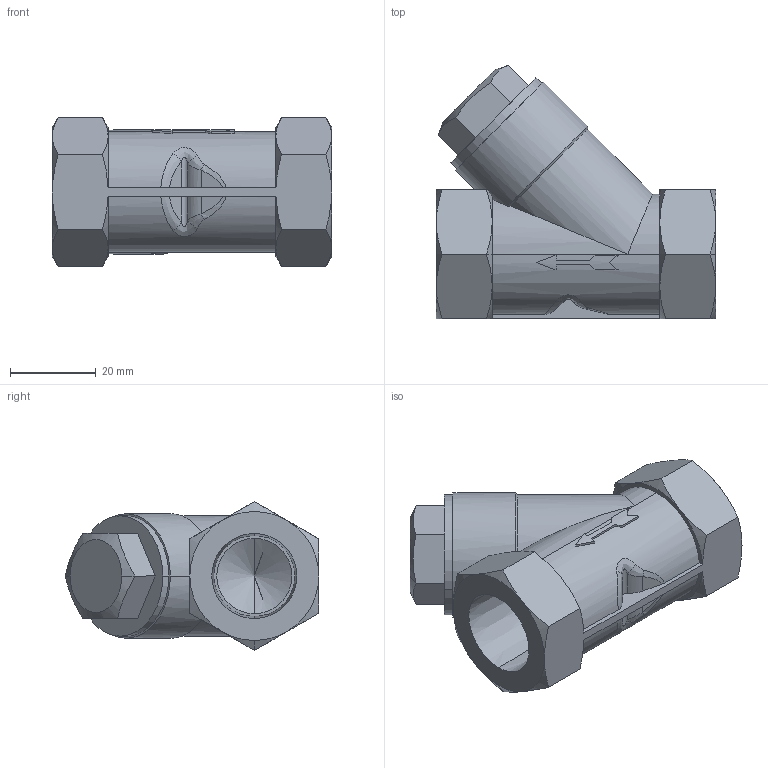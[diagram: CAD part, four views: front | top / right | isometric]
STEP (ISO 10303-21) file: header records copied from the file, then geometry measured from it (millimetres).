
FILE_DESCRIPTION (( 'STEP AP203' ), '1' );
FILE_NAME ('YSP-800-DN15.STEP', '2020-01-08T02:26:25', ( '' ), ( '' ), 'SwSTEP 2.0', 'SolidWorks 2012', '' );
FILE_SCHEMA (( 'CONFIG_CONTROL_DESIGN' ));
Length unit declared in the file: millimetre
Products named in the file (1): YSP-800-DN15
Bounding box: 65 x 59.01 x 34.64 mm (x, y, z)
Volume: 50170.9 mm3; surface area: 13661.8 mm2
Topology: 1 solids, 1 shells, 112 faces, 276 edges, 169 vertices
Faces by surface type: plane 45, cone 39, cylinder 20, bspline 8
Entity records: 3910 total; most frequent: CARTESIAN_POINT 1418, ORIENTED_EDGE 544, DIRECTION 455, EDGE_CURVE 272, AXIS2_PLACEMENT_3D 182, VERTEX_POINT 169, EDGE_LOOP 119, ADVANCED_FACE 112
